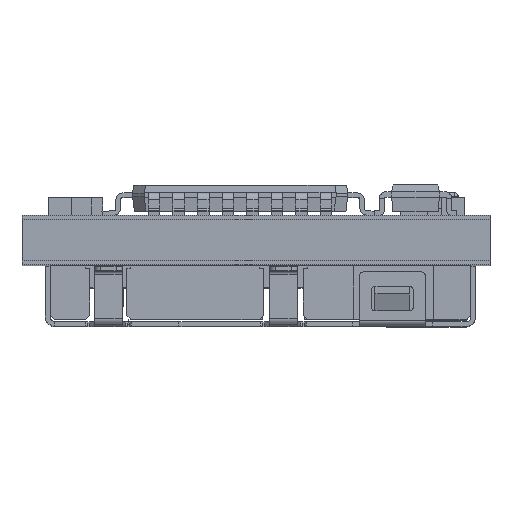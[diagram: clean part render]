
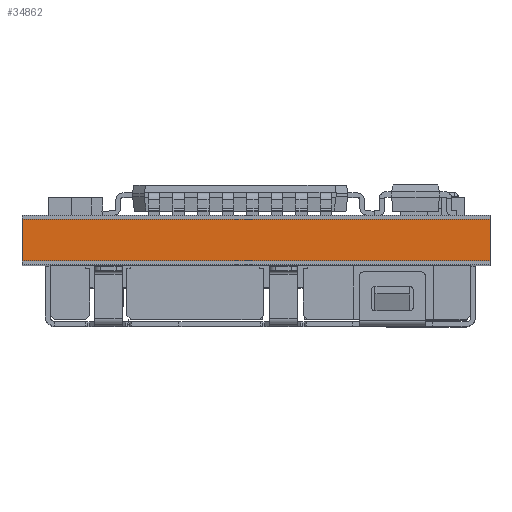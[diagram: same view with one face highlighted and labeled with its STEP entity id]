
A CAD part, top view. The second image highlights one B-rep face of the part: STEP entity #34862.
In plain terms, the highlighted planar face has unit normal (0, 0, 1).
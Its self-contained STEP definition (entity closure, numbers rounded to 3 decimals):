
#14 = ORIENTED_EDGE ( 'NONE', *, *, #43895, .T. ) ;
#1786 = CARTESIAN_POINT ( 'NONE',  ( -7.62, 1.473, 9.525 ) ) ;
#3186 = CARTESIAN_POINT ( 'NONE',  ( -7.62, 1.473, 9.525 ) ) ;
#3424 = EDGE_CURVE ( 'NONE', #40337, #39320, #43259, .T. ) ;
#3688 = CARTESIAN_POINT ( 'NONE',  ( 7.62, 1.473, 9.525 ) ) ;
#4587 = EDGE_CURVE ( 'NONE', #51089, #40337, #8415, .T. ) ;
#7292 = DIRECTION ( 'NONE',  ( -1., 0., 0. ) ) ;
#8415 = LINE ( 'NONE', #23327, #50838 ) ;
#13662 = FACE_OUTER_BOUND ( 'NONE', #17336, .T. ) ;
#14649 = AXIS2_PLACEMENT_3D ( 'NONE', #3186, #31926, #7292 ) ;
#17336 = EDGE_LOOP ( 'NONE', ( #47945, #40866, #21566, #14 ) ) ;
#17833 = CARTESIAN_POINT ( 'NONE',  ( -7.62, 0.127, 9.525 ) ) ;
#20457 = VECTOR ( 'NONE', #48764, 1000. ) ;
#21566 = ORIENTED_EDGE ( 'NONE', *, *, #4587, .F. ) ;
#22003 = DIRECTION ( 'NONE',  ( 1., 0., 0. ) ) ;
#23327 = CARTESIAN_POINT ( 'NONE',  ( -7.62, 1.473, 9.525 ) ) ;
#24014 = EDGE_CURVE ( 'NONE', #33413, #39320, #47859, .T. ) ;
#24739 = CARTESIAN_POINT ( 'NONE',  ( -7.62, 1.473, 9.525 ) ) ;
#26663 = CARTESIAN_POINT ( 'NONE',  ( 7.62, 1.473, 9.525 ) ) ;
#27908 = VECTOR ( 'NONE', #45330, 1000. ) ;
#28539 = CARTESIAN_POINT ( 'NONE',  ( 7.62, 0.127, 9.525 ) ) ;
#31926 = DIRECTION ( 'NONE',  ( 0., 0., -1. ) ) ;
#32064 = LINE ( 'NONE', #24739, #20457 ) ;
#33413 = VERTEX_POINT ( 'NONE', #45011 ) ;
#34862 = ADVANCED_FACE ( 'NONE', ( #13662 ), #44091, .F. ) ;
#39320 = VERTEX_POINT ( 'NONE', #28539 ) ;
#40337 = VERTEX_POINT ( 'NONE', #26663 ) ;
#40866 = ORIENTED_EDGE ( 'NONE', *, *, #3424, .F. ) ;
#43259 = LINE ( 'NONE', #3688, #27908 ) ;
#43895 = EDGE_CURVE ( 'NONE', #51089, #33413, #32064, .T. ) ;
#44001 = VECTOR ( 'NONE', #22003, 1000. ) ;
#44091 = PLANE ( 'NONE',  #14649 ) ;
#45011 = CARTESIAN_POINT ( 'NONE',  ( -7.62, 0.127, 9.525 ) ) ;
#45330 = DIRECTION ( 'NONE',  ( 0., -1., 0. ) ) ;
#47859 = LINE ( 'NONE', #17833, #44001 ) ;
#47945 = ORIENTED_EDGE ( 'NONE', *, *, #24014, .T. ) ;
#48086 = DIRECTION ( 'NONE',  ( 1., 0., 0. ) ) ;
#48764 = DIRECTION ( 'NONE',  ( 0., -1., 0. ) ) ;
#50838 = VECTOR ( 'NONE', #48086, 1000. ) ;
#51089 = VERTEX_POINT ( 'NONE', #1786 ) ;
